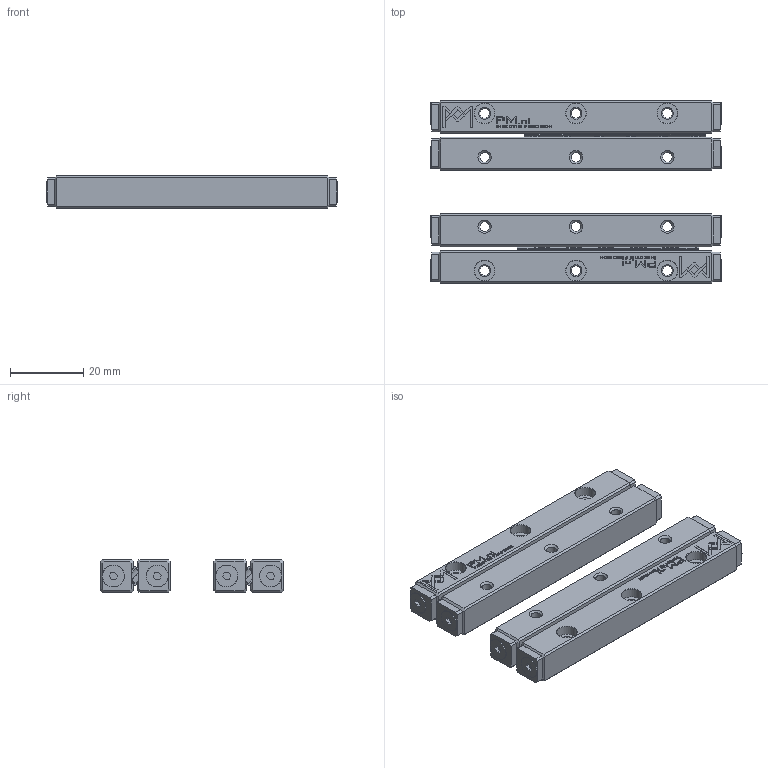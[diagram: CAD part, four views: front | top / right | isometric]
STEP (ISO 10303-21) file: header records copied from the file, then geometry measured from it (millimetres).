
FILE_DESCRIPTION(/* description */ (''),/* implementation_level */ '2;1');
FILE_NAME(/* name */ 'Set RNG-4075x11KRE_stp.stp',/* time_stamp */ '2025-04-28T08:51:47+02:00',/* author */ (''),/* organization */ (''),/* preprocessor_version */ 'ST-DEVELOPER v16.7',/* originating_system */ 'SIEMENS PLM Software NX 12.0',/* authorisation */ '');
FILE_SCHEMA (('AUTOMOTIVE_DESIGN { 1 0 10303 214 3 1 1 1 }'));
Products named in the file (1): Set RNG-4075x11KRE_stp
Bounding box: 79.4 x 50 x 9 mm (x, y, z)
Volume: 23072.2 mm3; surface area: 20046.1 mm2
Topology: 46 solids, 46 shells, 2486 faces, 6632 edges, 4362 vertices
Faces by surface type: plane 1344, cylinder 478, bspline 360, torus 176, cone 128
Full cylindrical faces by diameter (mm): 0.5 x96, 2 x24, 2.26 x8, 2.65 x12, 3 x8, 3.2 x8, 3.5 x8, 4 x22, 5.5 x12, 6 x8
Entity records: 86317 total; most frequent: CARTESIAN_POINT 19183, ORIENTED_EDGE 12360, DIRECTION 11046, EDGE_CURVE 6180, VERTEX_POINT 4252, LINE 3872, VECTOR 3872, AXIS2_PLACEMENT_3D 3587
